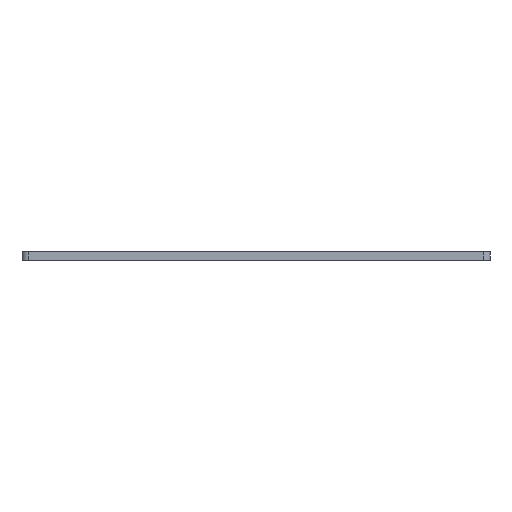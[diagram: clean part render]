
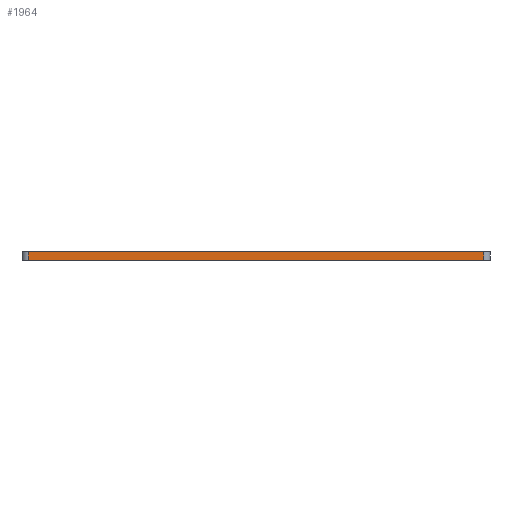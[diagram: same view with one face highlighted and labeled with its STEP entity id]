
A CAD part, front view. The second image highlights one B-rep face of the part: STEP entity #1964.
In plain terms, the highlighted planar face has unit normal (0, -1, 0).
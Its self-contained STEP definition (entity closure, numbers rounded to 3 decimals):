
#43 = VERTEX_POINT ( 'NONE', #2566 ) ;
#121 = ORIENTED_EDGE ( 'NONE', *, *, #2103, .T. ) ;
#447 = DIRECTION ( 'NONE',  ( 0., 0., -1. ) ) ;
#783 = DIRECTION ( 'NONE',  ( 0., 1., 0. ) ) ;
#844 = EDGE_CURVE ( 'NONE', #1197, #2306, #3678, .T. ) ;
#1001 = VERTEX_POINT ( 'NONE', #3543 ) ;
#1197 = VERTEX_POINT ( 'NONE', #2364 ) ;
#1449 = DIRECTION ( 'NONE',  ( 0., 0., 1. ) ) ;
#1828 = EDGE_LOOP ( 'NONE', ( #4119, #1844, #121, #2600 ) ) ;
#1844 = ORIENTED_EDGE ( 'NONE', *, *, #844, .T. ) ;
#1957 = AXIS2_PLACEMENT_3D ( 'NONE', #3751, #783, #1449 ) ;
#1964 = ADVANCED_FACE ( 'NONE', ( #2467 ), #2417, .F. ) ;
#2005 = VECTOR ( 'NONE', #4063, 1000. ) ;
#2103 = EDGE_CURVE ( 'NONE', #2306, #1001, #2640, .T. ) ;
#2115 = LINE ( 'NONE', #2749, #2005 ) ;
#2218 = VECTOR ( 'NONE', #2339, 1000. ) ;
#2306 = VERTEX_POINT ( 'NONE', #2461 ) ;
#2326 = DIRECTION ( 'NONE',  ( 1., 0., 0. ) ) ;
#2339 = DIRECTION ( 'NONE',  ( 1., 0., 0. ) ) ;
#2364 = CARTESIAN_POINT ( 'NONE',  ( -108.8, -17., 46.5 ) ) ;
#2417 = PLANE ( 'NONE',  #1957 ) ;
#2461 = CARTESIAN_POINT ( 'NONE',  ( -108.8, -17., 42.5 ) ) ;
#2467 = FACE_OUTER_BOUND ( 'NONE', #1828, .T. ) ;
#2566 = CARTESIAN_POINT ( 'NONE',  ( 108.8, -17., 46.5 ) ) ;
#2600 = ORIENTED_EDGE ( 'NONE', *, *, #3906, .T. ) ;
#2640 = LINE ( 'NONE', #3972, #4200 ) ;
#2749 = CARTESIAN_POINT ( 'NONE',  ( 108.8, -17., 46.5 ) ) ;
#2922 = VECTOR ( 'NONE', #447, 1000. ) ;
#3200 = EDGE_CURVE ( 'NONE', #1197, #43, #3371, .T. ) ;
#3351 = CARTESIAN_POINT ( 'NONE',  ( -100.8, -17., 46.5 ) ) ;
#3371 = LINE ( 'NONE', #3351, #2218 ) ;
#3543 = CARTESIAN_POINT ( 'NONE',  ( 108.8, -17., 42.5 ) ) ;
#3678 = LINE ( 'NONE', #4059, #2922 ) ;
#3751 = CARTESIAN_POINT ( 'NONE',  ( -100.8, -17., 46.5 ) ) ;
#3906 = EDGE_CURVE ( 'NONE', #1001, #43, #2115, .T. ) ;
#3972 = CARTESIAN_POINT ( 'NONE',  ( -100.8, -17., 42.5 ) ) ;
#4059 = CARTESIAN_POINT ( 'NONE',  ( -108.8, -17., 42.5 ) ) ;
#4063 = DIRECTION ( 'NONE',  ( 0., 0., 1. ) ) ;
#4119 = ORIENTED_EDGE ( 'NONE', *, *, #3200, .F. ) ;
#4200 = VECTOR ( 'NONE', #2326, 1000. ) ;
